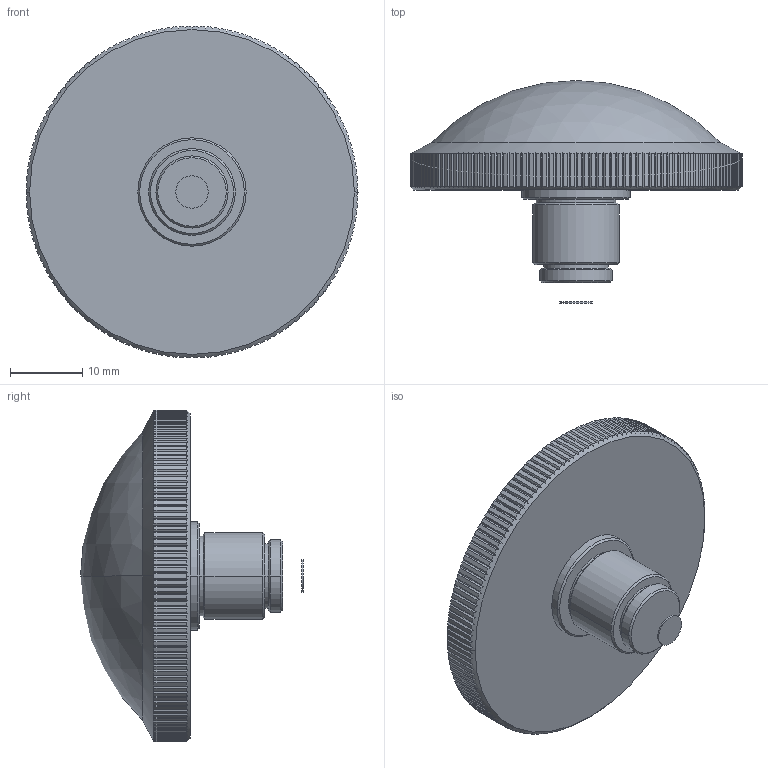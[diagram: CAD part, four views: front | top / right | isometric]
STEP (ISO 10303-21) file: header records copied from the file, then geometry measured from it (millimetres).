
FILE_DESCRIPTION (( 'STEP AP214' ), '1' );
FILE_NAME ('L098-1.1-M12.STEP', '', ( '' ), ( '' ), '', '', '' );
FILE_SCHEMA (( 'AUTOMOTIVE_DESIGN' ));
Length unit declared in the file: millimetre
Products named in the file (1): L098-1.1-M12
Bounding box: 46 x 30.88 x 46 mm (x, y, z)
Volume: 17706.7 mm3; surface area: 4947 mm2
Topology: 2 solids, 2 shells, 487 faces, 1421 edges, 943 vertices
Faces by surface type: plane 308, cylinder 163, cone 14, sphere 2
Entity records: 16770 total; most frequent: CARTESIAN_POINT 4652, ORIENTED_EDGE 2842, DIRECTION 2141, EDGE_CURVE 1421, VERTEX_POINT 943, AXIS2_PLACEMENT_3D 832, B_SPLINE_CURVE_WITH_KNOTS 600, EDGE_LOOP 492
